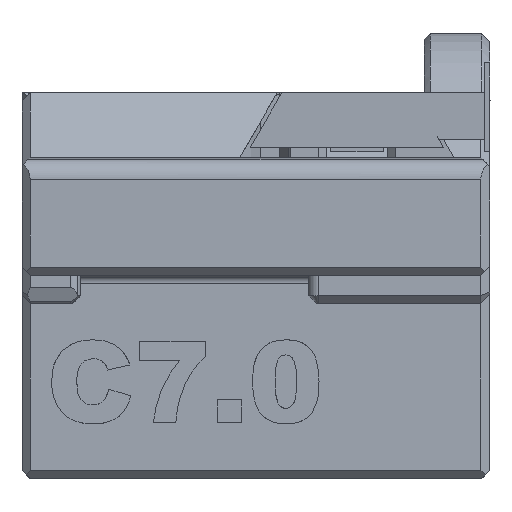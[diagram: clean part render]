
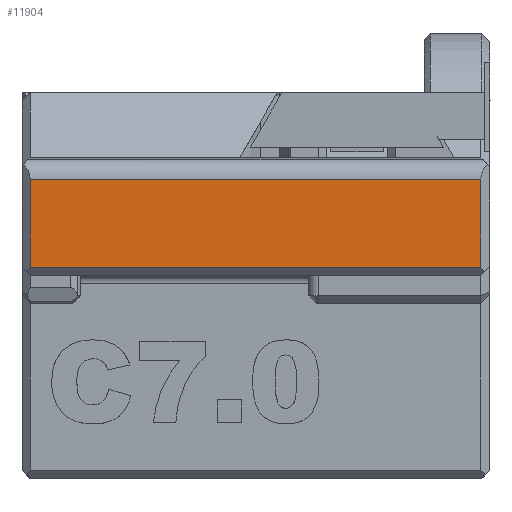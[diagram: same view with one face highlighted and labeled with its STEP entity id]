
A CAD part, left-side view. The second image highlights one B-rep face of the part: STEP entity #11904.
In plain terms, the highlighted planar face has unit normal (-1, 0, 0).
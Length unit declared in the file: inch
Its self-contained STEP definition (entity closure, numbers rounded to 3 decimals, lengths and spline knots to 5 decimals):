
#173 = FACE_OUTER_BOUND ( 'NONE', #8459, .T. ) ;
#450 = DIRECTION ( 'NONE',  ( 0., 0., 1. ) ) ;
#662 = AXIS2_PLACEMENT_3D ( 'NONE', #8282, #4225, #450 ) ;
#1101 = CARTESIAN_POINT ( 'NONE',  ( 9.9124, -0.49213, 0.57998 ) ) ;
#1365 = CARTESIAN_POINT ( 'NONE',  ( 9.9124, 0.38189, 0.57998 ) ) ;
#1591 = VECTOR ( 'NONE', #7032, 39.37008 ) ;
#2833 = CARTESIAN_POINT ( 'NONE',  ( 9.9124, 0.38189, 0.40945 ) ) ;
#3158 = LINE ( 'NONE', #9108, #1591 ) ;
#3448 = EDGE_CURVE ( 'NONE', #3925, #4336, #3158, .T. ) ;
#3539 = ORIENTED_EDGE ( 'NONE', *, *, #5023, .T. ) ;
#3925 = VERTEX_POINT ( 'NONE', #2833 ) ;
#4005 = CARTESIAN_POINT ( 'NONE',  ( 9.9124, -0.49213, 0.57998 ) ) ;
#4225 = DIRECTION ( 'NONE',  ( -1., 0., 0. ) ) ;
#4336 = VERTEX_POINT ( 'NONE', #1365 ) ;
#5023 = EDGE_CURVE ( 'NONE', #13158, #9984, #6006, .T. ) ;
#5073 = VECTOR ( 'NONE', #8256, 39.37008 ) ;
#5117 = ORIENTED_EDGE ( 'NONE', *, *, #9346, .T. ) ;
#5188 = LINE ( 'NONE', #4005, #5073 ) ;
#6006 = LINE ( 'NONE', #7864, #8201 ) ;
#6673 = LINE ( 'NONE', #11868, #8268 ) ;
#7032 = DIRECTION ( 'NONE',  ( 0., 0., 1. ) ) ;
#7864 = CARTESIAN_POINT ( 'NONE',  ( 9.9124, -0.49213, 0.40945 ) ) ;
#8201 = VECTOR ( 'NONE', #12197, 39.37008 ) ;
#8256 = DIRECTION ( 'NONE',  ( 0., 1., 0. ) ) ;
#8268 = VECTOR ( 'NONE', #12807, 39.37008 ) ;
#8282 = CARTESIAN_POINT ( 'NONE',  ( 9.9124, -0.42913, 0. ) ) ;
#8459 = EDGE_LOOP ( 'NONE', ( #10132, #9750, #5117, #3539 ) ) ;
#8974 = EDGE_CURVE ( 'NONE', #9984, #4336, #5188, .T. ) ;
#9108 = CARTESIAN_POINT ( 'NONE',  ( 9.9124, 0.38189, 0.12303 ) ) ;
#9346 = EDGE_CURVE ( 'NONE', #3925, #13158, #6673, .T. ) ;
#9750 = ORIENTED_EDGE ( 'NONE', *, *, #3448, .F. ) ;
#9984 = VERTEX_POINT ( 'NONE', #1101 ) ;
#10132 = ORIENTED_EDGE ( 'NONE', *, *, #8974, .T. ) ;
#10546 = PLANE ( 'NONE',  #662 ) ;
#11719 = CARTESIAN_POINT ( 'NONE',  ( 9.9124, -0.49213, 0.40945 ) ) ;
#11868 = CARTESIAN_POINT ( 'NONE',  ( 9.9124, -0.42913, 0.40945 ) ) ;
#11904 = ADVANCED_FACE ( 'NONE', ( #173 ), #10546, .T. ) ;
#12197 = DIRECTION ( 'NONE',  ( 0., 0., 1. ) ) ;
#12807 = DIRECTION ( 'NONE',  ( 0., -1., 0. ) ) ;
#13158 = VERTEX_POINT ( 'NONE', #11719 ) ;
